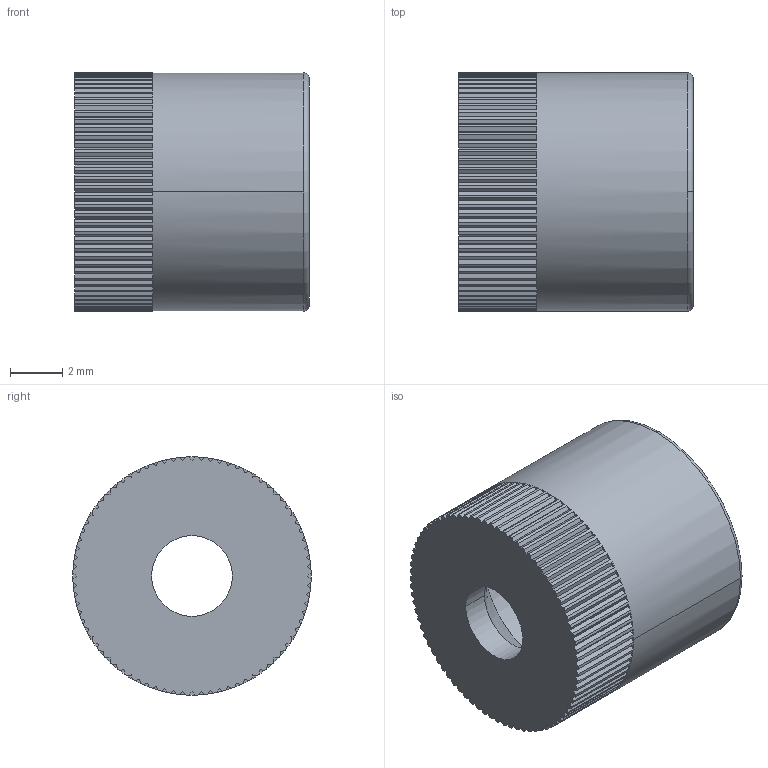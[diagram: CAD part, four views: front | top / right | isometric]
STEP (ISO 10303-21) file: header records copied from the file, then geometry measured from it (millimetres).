
FILE_DESCRIPTION(('STEP AP214'),'1');
FILE_NAME('HALDERN_EH_22330_0409.stp','2020-11-13T10:46:32',('TraceParts'),('TraceParts S.A.'),'Spatial InterOp 3D',' ',' ');
FILE_SCHEMA(('AUTOMOTIVE_DESIGN { 1 0 10303 214 1 1 1 1 }'));
Length unit declared in the file: millimetre
Products named in the file (1): HALDERN_EH_22330_0409
Bounding box: 9 x 9.15 x 9.15 mm (x, y, z)
Volume: 353.9 mm3; surface area: 548.2 mm2
Topology: 1 solids, 1 shells, 260 faces, 767 edges, 509 vertices
Faces by surface type: plane 242, cylinder 8, torus 6, cone 4
Entity records: 10770 total; most frequent: CARTESIAN_POINT 1537, ORIENTED_EDGE 1534, DIRECTION 1484, EDGE_CURVE 767, LINE 572, VECTOR 572, VERTEX_POINT 509, AXIS2_PLACEMENT_3D 456
